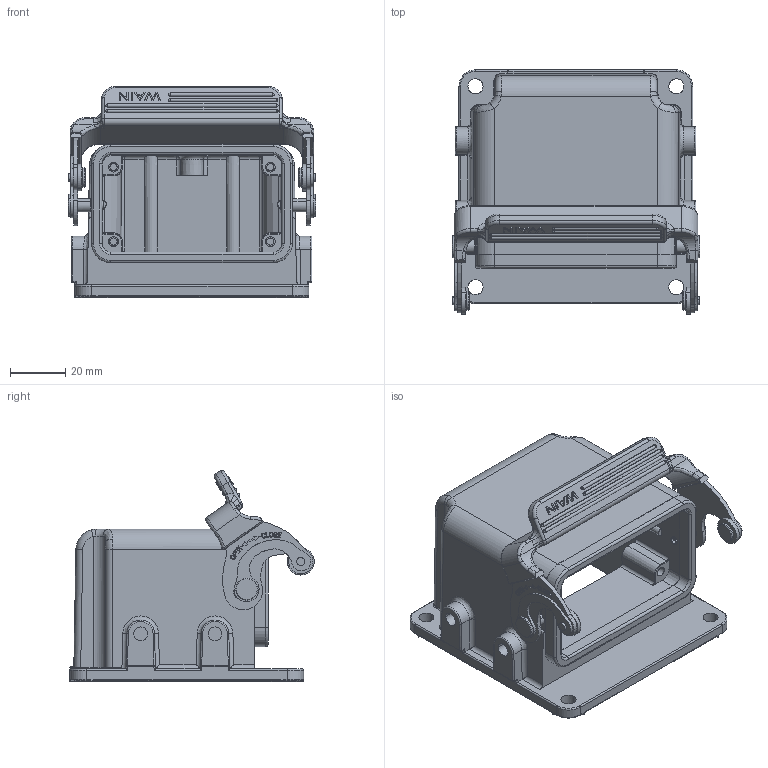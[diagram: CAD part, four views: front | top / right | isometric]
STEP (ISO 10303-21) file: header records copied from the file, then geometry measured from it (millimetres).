
FILE_DESCRIPTION((''),'2;1');
FILE_NAME('PRT0009','2017-04-11T',('dm.li'),(''),'PRO/ENGINEER BY PARAMETRIC TECHNOLOGY CORPORATION, 2012480','PRO/ENGINEER BY PARAMETRIC TECHNOLOGY CORPORATION, 2012480','');
FILE_SCHEMA(('AUTOMOTIVE_DESIGN { 1 0 10303 214 1 1 1 1 }'));
Products named in the file (1): PRT0009
Bounding box: 90.05 x 88.87 x 76.7 mm (x, y, z)
Volume: 103162.7 mm3; surface area: 55502.1 mm2
Topology: 1 solids, 24 shells, 1624 faces, 4314 edges, 2752 vertices
Faces by surface type: plane 575, cylinder 415, extrusion 296, torus 134, cone 101, bspline 65, sphere 38
Entity records: 59943 total; most frequent: CARTESIAN_POINT 17214, ORIENTED_EDGE 8481, DIRECTION 7233, EDGE_CURVE 4259, VERTEX_POINT 2752, AXIS2_PLACEMENT_3D 2415, VECTOR 2403, LINE 2107
